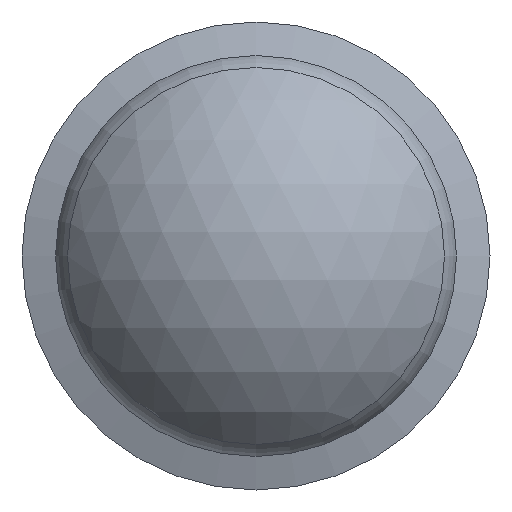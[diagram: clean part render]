
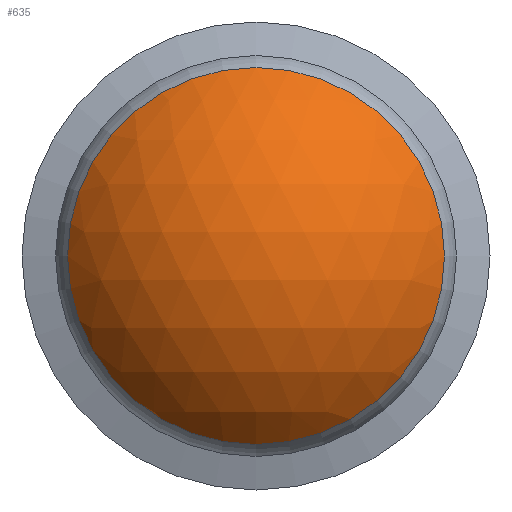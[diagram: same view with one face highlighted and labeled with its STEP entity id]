
A CAD part, left-side view. The second image highlights one B-rep face of the part: STEP entity #635.
In plain terms, the highlighted spherical face has radius 144.302 mm.
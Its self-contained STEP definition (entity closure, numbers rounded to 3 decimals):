
#16=SPHERICAL_SURFACE('',#697,144.302);
#215=FACE_OUTER_BOUND('',#263,.T.);
#263=EDGE_LOOP('',(#594));
#285=CIRCLE('',#693,115.794);
#344=VERTEX_POINT('',#1053);
#427=EDGE_CURVE('',#344,#344,#285,.T.);
#594=ORIENTED_EDGE('',*,*,#427,.F.);
#635=ADVANCED_FACE('',(#215),#16,.T.);
#693=AXIS2_PLACEMENT_3D('',#1054,#870,#871);
#697=AXIS2_PLACEMENT_3D('',#1059,#878,#879);
#870=DIRECTION('center_axis',(1.,0.,0.));
#871=DIRECTION('ref_axis',(0.,0.,-1.));
#878=DIRECTION('center_axis',(0.,0.,1.));
#879=DIRECTION('ref_axis',(1.,0.,0.));
#1053=CARTESIAN_POINT('',(-157.808,115.794,0.));
#1054=CARTESIAN_POINT('Origin',(-157.808,0.,
0.));
#1059=CARTESIAN_POINT('Origin',(-71.698,0.,
0.));
